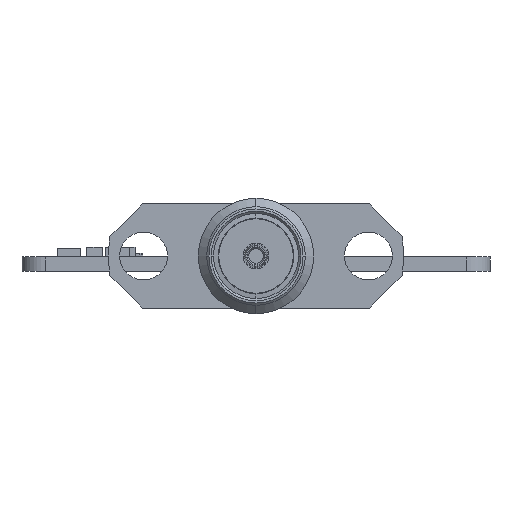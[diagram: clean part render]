
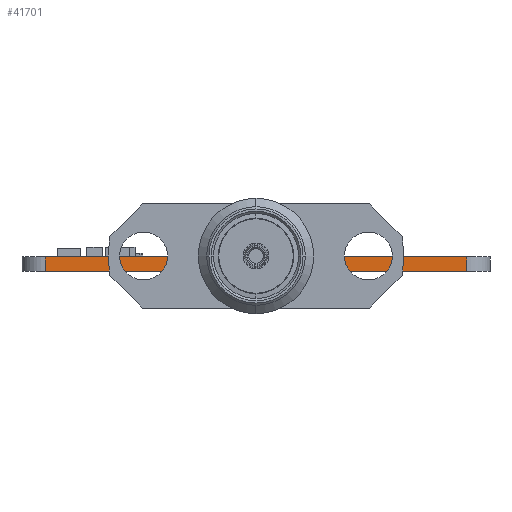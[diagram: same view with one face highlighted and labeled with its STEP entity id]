
A CAD part, left-side view. The second image highlights one B-rep face of the part: STEP entity #41701.
In plain terms, the highlighted planar face has unit normal (-1, 0, 0).
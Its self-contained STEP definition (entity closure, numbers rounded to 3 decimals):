
#27916 = PLANE('',#27917);
#27917 = AXIS2_PLACEMENT_3D('',#27918,#27919,#27920);
#27918 = CARTESIAN_POINT('',(146.9,-54.45,0.787));
#27919 = DIRECTION('',(0.,0.,-1.));
#27920 = DIRECTION('',(-1.,0.,0.));
#27975 = PLANE('',#27976);
#27976 = AXIS2_PLACEMENT_3D('',#27977,#27978,#27979);
#27977 = CARTESIAN_POINT('',(146.9,-54.45,0.));
#27978 = DIRECTION('',(0.,0.,-1.));
#27979 = DIRECTION('',(-1.,0.,0.));
#28088 = CYLINDRICAL_SURFACE('',#28089,1.27);
#28089 = AXIS2_PLACEMENT_3D('',#28090,#28091,#28092);
#28090 = CARTESIAN_POINT('',(122.77,-54.45,0.));
#28091 = DIRECTION('',(0.,0.,-1.));
#28092 = DIRECTION('',(1.,0.,0.));
#28205 = VERTEX_POINT('',#28206);
#28206 = CARTESIAN_POINT('',(121.5,-77.31,0.));
#28225 = CYLINDRICAL_SURFACE('',#28226,1.27);
#28226 = AXIS2_PLACEMENT_3D('',#28227,#28228,#28229);
#28227 = CARTESIAN_POINT('',(122.77,-77.31,0.));
#28228 = DIRECTION('',(0.,0.,-1.));
#28229 = DIRECTION('',(1.,0.,0.));
#28237 = EDGE_CURVE('',#28205,#28238,#28240,.T.);
#28238 = VERTEX_POINT('',#28239);
#28239 = CARTESIAN_POINT('',(121.5,-54.45,0.));
#28240 = SURFACE_CURVE('',#28241,(#28245,#28252),.PCURVE_S1.);
#28241 = LINE('',#28242,#28243);
#28242 = CARTESIAN_POINT('',(121.5,-77.31,0.));
#28243 = VECTOR('',#28244,1.);
#28244 = DIRECTION('',(0.,1.,0.));
#28245 = PCURVE('',#27975,#28246);
#28246 = DEFINITIONAL_REPRESENTATION('',(#28247),#28251);
#28247 = LINE('',#28248,#28249);
#28248 = CARTESIAN_POINT('',(25.4,-22.86));
#28249 = VECTOR('',#28250,1.);
#28250 = DIRECTION('',(0.,1.));
#28251 = ( GEOMETRIC_REPRESENTATION_CONTEXT(2) 
PARAMETRIC_REPRESENTATION_CONTEXT() REPRESENTATION_CONTEXT('2D SPACE',''
  ) );
#28252 = PCURVE('',#28253,#28258);
#28253 = PLANE('',#28254);
#28254 = AXIS2_PLACEMENT_3D('',#28255,#28256,#28257);
#28255 = CARTESIAN_POINT('',(121.5,-77.31,0.));
#28256 = DIRECTION('',(-1.,0.,0.));
#28257 = DIRECTION('',(0.,1.,0.));
#28258 = DEFINITIONAL_REPRESENTATION('',(#28259),#28263);
#28259 = LINE('',#28260,#28261);
#28260 = CARTESIAN_POINT('',(0.,0.));
#28261 = VECTOR('',#28262,1.);
#28262 = DIRECTION('',(1.,0.));
#28263 = ( GEOMETRIC_REPRESENTATION_CONTEXT(2) 
PARAMETRIC_REPRESENTATION_CONTEXT() REPRESENTATION_CONTEXT('2D SPACE',''
  ) );
#35454 = VERTEX_POINT('',#35455);
#35455 = CARTESIAN_POINT('',(121.5,-77.31,0.787));
#35481 = EDGE_CURVE('',#35454,#35482,#35484,.T.);
#35482 = VERTEX_POINT('',#35483);
#35483 = CARTESIAN_POINT('',(121.5,-54.45,0.787));
#35484 = SURFACE_CURVE('',#35485,(#35489,#35496),.PCURVE_S1.);
#35485 = LINE('',#35486,#35487);
#35486 = CARTESIAN_POINT('',(121.5,-77.31,0.787));
#35487 = VECTOR('',#35488,1.);
#35488 = DIRECTION('',(0.,1.,0.));
#35489 = PCURVE('',#27916,#35490);
#35490 = DEFINITIONAL_REPRESENTATION('',(#35491),#35495);
#35491 = LINE('',#35492,#35493);
#35492 = CARTESIAN_POINT('',(25.4,-22.86));
#35493 = VECTOR('',#35494,1.);
#35494 = DIRECTION('',(0.,1.));
#35495 = ( GEOMETRIC_REPRESENTATION_CONTEXT(2) 
PARAMETRIC_REPRESENTATION_CONTEXT() REPRESENTATION_CONTEXT('2D SPACE',''
  ) );
#35496 = PCURVE('',#28253,#35497);
#35497 = DEFINITIONAL_REPRESENTATION('',(#35498),#35502);
#35498 = LINE('',#35499,#35500);
#35499 = CARTESIAN_POINT('',(0.,-0.787));
#35500 = VECTOR('',#35501,1.);
#35501 = DIRECTION('',(1.,0.));
#35502 = ( GEOMETRIC_REPRESENTATION_CONTEXT(2) 
PARAMETRIC_REPRESENTATION_CONTEXT() REPRESENTATION_CONTEXT('2D SPACE',''
  ) );
#41653 = EDGE_CURVE('',#28238,#35482,#41654,.T.);
#41654 = SURFACE_CURVE('',#41655,(#41659,#41666),.PCURVE_S1.);
#41655 = LINE('',#41656,#41657);
#41656 = CARTESIAN_POINT('',(121.5,-54.45,0.));
#41657 = VECTOR('',#41658,1.);
#41658 = DIRECTION('',(0.,0.,1.));
#41659 = PCURVE('',#28088,#41660);
#41660 = DEFINITIONAL_REPRESENTATION('',(#41661),#41665);
#41661 = LINE('',#41662,#41663);
#41662 = CARTESIAN_POINT('',(-3.142,0.));
#41663 = VECTOR('',#41664,1.);
#41664 = DIRECTION('',(0.,-1.));
#41665 = ( GEOMETRIC_REPRESENTATION_CONTEXT(2) 
PARAMETRIC_REPRESENTATION_CONTEXT() REPRESENTATION_CONTEXT('2D SPACE',''
  ) );
#41666 = PCURVE('',#28253,#41667);
#41667 = DEFINITIONAL_REPRESENTATION('',(#41668),#41672);
#41668 = LINE('',#41669,#41670);
#41669 = CARTESIAN_POINT('',(22.86,0.));
#41670 = VECTOR('',#41671,1.);
#41671 = DIRECTION('',(0.,-1.));
#41672 = ( GEOMETRIC_REPRESENTATION_CONTEXT(2) 
PARAMETRIC_REPRESENTATION_CONTEXT() REPRESENTATION_CONTEXT('2D SPACE',''
  ) );
#41701 = ADVANCED_FACE('',(#41702),#28253,.T.);
#41702 = FACE_BOUND('',#41703,.T.);
#41703 = EDGE_LOOP('',(#41704,#41725,#41726,#41727));
#41704 = ORIENTED_EDGE('',*,*,#41705,.T.);
#41705 = EDGE_CURVE('',#28205,#35454,#41706,.T.);
#41706 = SURFACE_CURVE('',#41707,(#41711,#41718),.PCURVE_S1.);
#41707 = LINE('',#41708,#41709);
#41708 = CARTESIAN_POINT('',(121.5,-77.31,0.));
#41709 = VECTOR('',#41710,1.);
#41710 = DIRECTION('',(0.,0.,1.));
#41711 = PCURVE('',#28253,#41712);
#41712 = DEFINITIONAL_REPRESENTATION('',(#41713),#41717);
#41713 = LINE('',#41714,#41715);
#41714 = CARTESIAN_POINT('',(0.,0.));
#41715 = VECTOR('',#41716,1.);
#41716 = DIRECTION('',(0.,-1.));
#41717 = ( GEOMETRIC_REPRESENTATION_CONTEXT(2) 
PARAMETRIC_REPRESENTATION_CONTEXT() REPRESENTATION_CONTEXT('2D SPACE',''
  ) );
#41718 = PCURVE('',#28225,#41719);
#41719 = DEFINITIONAL_REPRESENTATION('',(#41720),#41724);
#41720 = LINE('',#41721,#41722);
#41721 = CARTESIAN_POINT('',(-3.142,0.));
#41722 = VECTOR('',#41723,1.);
#41723 = DIRECTION('',(0.,-1.));
#41724 = ( GEOMETRIC_REPRESENTATION_CONTEXT(2) 
PARAMETRIC_REPRESENTATION_CONTEXT() REPRESENTATION_CONTEXT('2D SPACE',''
  ) );
#41725 = ORIENTED_EDGE('',*,*,#35481,.T.);
#41726 = ORIENTED_EDGE('',*,*,#41653,.F.);
#41727 = ORIENTED_EDGE('',*,*,#28237,.F.);
